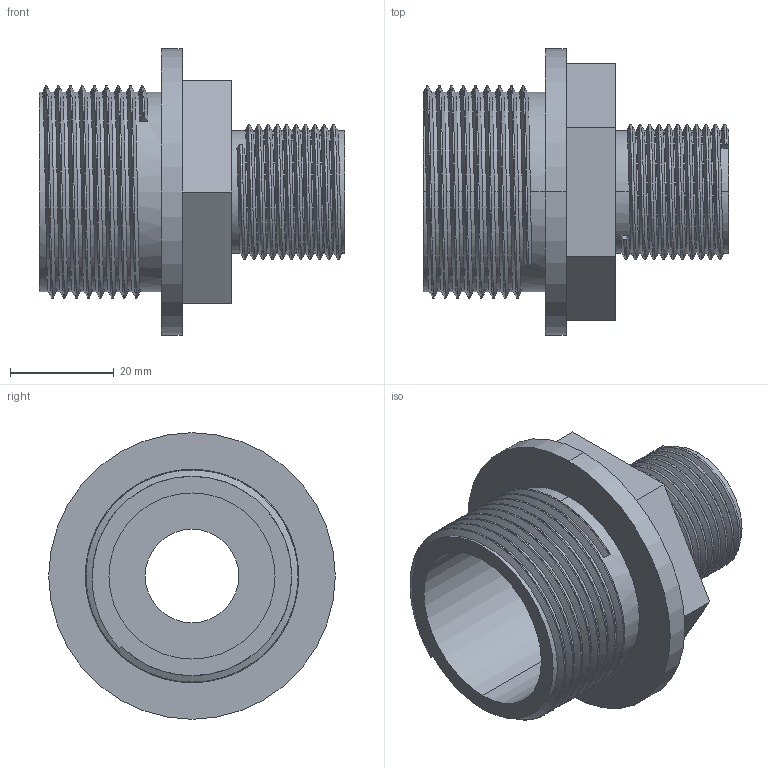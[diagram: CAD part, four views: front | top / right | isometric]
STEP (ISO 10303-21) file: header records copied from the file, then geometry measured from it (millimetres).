
FILE_DESCRIPTION (( 'STEP AP203' ), '1' );
FILE_NAME ('00211_0905.STEP', '2017-05-15T13:13:13', ( '' ), ( '' ), 'SwSTEP 2.0', 'SolidWorks 2011', '' );
FILE_SCHEMA (( 'CONFIG_CONTROL_DESIGN' ));
Length unit declared in the file: millimetre
Products named in the file (1): 00211_0905
Bounding box: 58.8 x 55.2 x 55.2 mm (x, y, z)
Volume: 34256.4 mm3; surface area: 18245.8 mm2
Topology: 1 solids, 1 shells, 70 faces, 192 edges, 128 vertices
Faces by surface type: cylinder 48, plane 16, bspline 6
Entity records: 6831 total; most frequent: CARTESIAN_POINT 5238, ORIENTED_EDGE 384, DIRECTION 252, EDGE_CURVE 192, VERTEX_POINT 128, AXIS2_PLACEMENT_3D 89, EDGE_LOOP 76, LINE 74
